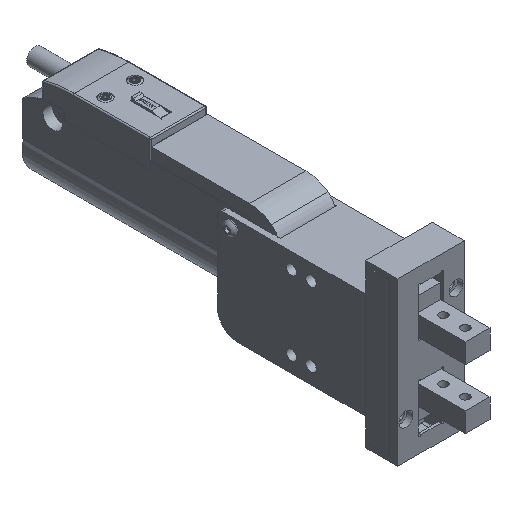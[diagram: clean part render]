
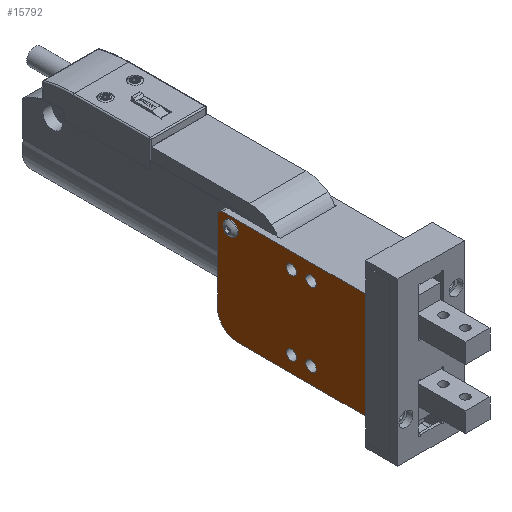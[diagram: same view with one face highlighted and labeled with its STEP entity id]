
A CAD part, isometric view. The second image highlights one B-rep face of the part: STEP entity #15792.
In plain terms, the highlighted face is planar.
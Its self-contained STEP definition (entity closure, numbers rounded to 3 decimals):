
#630 = ORIENTED_EDGE ( 'NONE', *, *, #4519, .F. ) ;
#1604 = CARTESIAN_POINT ( 'NONE',  ( 21.5, -2., 13.8 ) ) ;
#2989 = DIRECTION ( 'NONE',  ( 0., 0., 1. ) ) ;
#3095 = EDGE_CURVE ( 'NONE', #46368, #14942, #19829, .T. ) ;
#3396 = DIRECTION ( 'NONE',  ( 0., 0., 1. ) ) ;
#3969 = CARTESIAN_POINT ( 'NONE',  ( -13.5, -8., 13.8 ) ) ;
#4519 = EDGE_CURVE ( 'NONE', #8282, #8282, #43143, .T. ) ;
#5075 = EDGE_CURVE ( 'NONE', #29345, #46368, #40593, .T. ) ;
#5095 = CARTESIAN_POINT ( 'NONE',  ( 19.5, 0., 13.8 ) ) ;
#6031 = VERTEX_POINT ( 'NONE', #38927 ) ;
#6190 = EDGE_LOOP ( 'NONE', ( #36426 ) ) ;
#6756 = LINE ( 'NONE', #18612, #51841 ) ;
#7263 = VERTEX_POINT ( 'NONE', #1604 ) ;
#7305 = CARTESIAN_POINT ( 'NONE',  ( 19.5, -2., 13.8 ) ) ;
#7448 = FACE_BOUND ( 'NONE', #34980, .T. ) ;
#7541 = EDGE_CURVE ( 'NONE', #24801, #14942, #29507, .T. ) ;
#7708 = FACE_BOUND ( 'NONE', #6190, .T. ) ;
#8282 = VERTEX_POINT ( 'NONE', #16637 ) ;
#8331 = CARTESIAN_POINT ( 'NONE',  ( 15., -30., 13.8 ) ) ;
#9014 = DIRECTION ( 'NONE',  ( -1., 0., 0. ) ) ;
#10106 = CIRCLE ( 'NONE', #40239, 2.1 ) ;
#11106 = CIRCLE ( 'NONE', #31776, 2. ) ;
#11492 = FACE_BOUND ( 'NONE', #42261, .T. ) ;
#11997 = DIRECTION ( 'NONE',  ( 0., -1., 0. ) ) ;
#13141 = ORIENTED_EDGE ( 'NONE', *, *, #7541, .F. ) ;
#13183 = CARTESIAN_POINT ( 'NONE',  ( 21.5, -60., 13.8 ) ) ;
#14128 = CARTESIAN_POINT ( 'NONE',  ( -21.5, -60., 13.8 ) ) ;
#14264 = CARTESIAN_POINT ( 'NONE',  ( -15., -30., 13.8 ) ) ;
#14624 = AXIS2_PLACEMENT_3D ( 'NONE', #52708, #15799, #32264 ) ;
#14942 = VERTEX_POINT ( 'NONE', #14128 ) ;
#15532 = FACE_OUTER_BOUND ( 'NONE', #31895, .T. ) ;
#15792 = ADVANCED_FACE ( 'NONE', ( #15532, #7708, #19312, #31993, #11492, #7448 ), #36300, .T. ) ;
#15799 = DIRECTION ( 'NONE',  ( 0., 0., 1. ) ) ;
#16469 = EDGE_LOOP ( 'NONE', ( #630 ) ) ;
#16637 = CARTESIAN_POINT ( 'NONE',  ( 17., -30., 13.8 ) ) ;
#18612 = CARTESIAN_POINT ( 'NONE',  ( 21.5, 0., 13.8 ) ) ;
#18902 = EDGE_LOOP ( 'NONE', ( #22039 ) ) ;
#19247 = VERTEX_POINT ( 'NONE', #5095 ) ;
#19312 = FACE_BOUND ( 'NONE', #18902, .T. ) ;
#19350 = DIRECTION ( 'NONE',  ( 0., 0., 1. ) ) ;
#19829 = LINE ( 'NONE', #48911, #21523 ) ;
#20086 = ORIENTED_EDGE ( 'NONE', *, *, #5075, .T. ) ;
#20812 = AXIS2_PLACEMENT_3D ( 'NONE', #3969, #19350, #44424 ) ;
#21361 = EDGE_CURVE ( 'NONE', #24801, #7263, #40095, .T. ) ;
#21523 = VECTOR ( 'NONE', #11997, 1000. ) ;
#22039 = ORIENTED_EDGE ( 'NONE', *, *, #26309, .F. ) ;
#22885 = DIRECTION ( 'NONE',  ( 0., 0., 1. ) ) ;
#23140 = ORIENTED_EDGE ( 'NONE', *, *, #24602, .T. ) ;
#23354 = CARTESIAN_POINT ( 'NONE',  ( -15., -38., 13.8 ) ) ;
#23845 = CARTESIAN_POINT ( 'NONE',  ( 15., -38., 13.8 ) ) ;
#24012 = DIRECTION ( 'NONE',  ( 1., 0., 0. ) ) ;
#24159 = DIRECTION ( 'NONE',  ( 1., 0., 0. ) ) ;
#24602 = EDGE_CURVE ( 'NONE', #7263, #19247, #47073, .T. ) ;
#24785 = DIRECTION ( 'NONE',  ( 0., 0., 1. ) ) ;
#24801 = VERTEX_POINT ( 'NONE', #13183 ) ;
#26309 = EDGE_CURVE ( 'NONE', #44903, #44903, #11106, .T. ) ;
#26963 = ORIENTED_EDGE ( 'NONE', *, *, #3095, .T. ) ;
#29345 = VERTEX_POINT ( 'NONE', #44308 ) ;
#29507 = LINE ( 'NONE', #49176, #46801 ) ;
#30040 = CARTESIAN_POINT ( 'NONE',  ( 19.2, -5.5, 13.8 ) ) ;
#30595 = EDGE_CURVE ( 'NONE', #38136, #38136, #43426, .T. ) ;
#31213 = ORIENTED_EDGE ( 'NONE', *, *, #43817, .F. ) ;
#31298 = DIRECTION ( 'NONE',  ( -1., 0., 0. ) ) ;
#31386 = VERTEX_POINT ( 'NONE', #43520 ) ;
#31776 = AXIS2_PLACEMENT_3D ( 'NONE', #14264, #22885, #35305 ) ;
#31895 = EDGE_LOOP ( 'NONE', ( #13141, #51138, #23140, #35841, #20086, #26963 ) ) ;
#31993 = FACE_BOUND ( 'NONE', #16469, .T. ) ;
#32264 = DIRECTION ( 'NONE',  ( 1., 0., 0. ) ) ;
#32290 = VECTOR ( 'NONE', #49435, 1000. ) ;
#34980 = EDGE_LOOP ( 'NONE', ( #31213 ) ) ;
#35033 = CARTESIAN_POINT ( 'NONE',  ( -21.5, -8., 13.8 ) ) ;
#35305 = DIRECTION ( 'NONE',  ( 1., 0., 0. ) ) ;
#35705 = EDGE_CURVE ( 'NONE', #31386, #31386, #10106, .T. ) ;
#35841 = ORIENTED_EDGE ( 'NONE', *, *, #42384, .T. ) ;
#36272 = CARTESIAN_POINT ( 'NONE',  ( 17.5, -5.5, 13.8 ) ) ;
#36280 = CARTESIAN_POINT ( 'NONE',  ( -13., -30., 13.8 ) ) ;
#36300 = PLANE ( 'NONE',  #14624 ) ;
#36426 = ORIENTED_EDGE ( 'NONE', *, *, #30595, .F. ) ;
#37601 = CARTESIAN_POINT ( 'NONE',  ( 21.5, -60., 13.8 ) ) ;
#38136 = VERTEX_POINT ( 'NONE', #30040 ) ;
#38163 = AXIS2_PLACEMENT_3D ( 'NONE', #23845, #40020, #48100 ) ;
#38684 = ORIENTED_EDGE ( 'NONE', *, *, #35705, .F. ) ;
#38927 = CARTESIAN_POINT ( 'NONE',  ( 17.1, -38., 13.8 ) ) ;
#40020 = DIRECTION ( 'NONE',  ( 0., 0., 1. ) ) ;
#40042 = DIRECTION ( 'NONE',  ( 0., 0., 1. ) ) ;
#40095 = LINE ( 'NONE', #37601, #32290 ) ;
#40239 = AXIS2_PLACEMENT_3D ( 'NONE', #23354, #3396, #24159 ) ;
#40593 = CIRCLE ( 'NONE', #20812, 8. ) ;
#40851 = AXIS2_PLACEMENT_3D ( 'NONE', #36272, #40042, #44895 ) ;
#41240 = DIRECTION ( 'NONE',  ( 1., 0., 0. ) ) ;
#42261 = EDGE_LOOP ( 'NONE', ( #38684 ) ) ;
#42384 = EDGE_CURVE ( 'NONE', #19247, #29345, #6756, .T. ) ;
#43143 = CIRCLE ( 'NONE', #50875, 2. ) ;
#43426 = CIRCLE ( 'NONE', #40851, 1.7 ) ;
#43520 = CARTESIAN_POINT ( 'NONE',  ( -12.9, -38., 13.8 ) ) ;
#43817 = EDGE_CURVE ( 'NONE', #6031, #6031, #45909, .T. ) ;
#44308 = CARTESIAN_POINT ( 'NONE',  ( -13.5, 0., 13.8 ) ) ;
#44424 = DIRECTION ( 'NONE',  ( 1., 0., 0. ) ) ;
#44526 = AXIS2_PLACEMENT_3D ( 'NONE', #7305, #2989, #24012 ) ;
#44895 = DIRECTION ( 'NONE',  ( 1., 0., 0. ) ) ;
#44903 = VERTEX_POINT ( 'NONE', #36280 ) ;
#45909 = CIRCLE ( 'NONE', #38163, 2.1 ) ;
#46368 = VERTEX_POINT ( 'NONE', #35033 ) ;
#46801 = VECTOR ( 'NONE', #9014, 1000. ) ;
#47073 = CIRCLE ( 'NONE', #44526, 2. ) ;
#48100 = DIRECTION ( 'NONE',  ( 1., 0., 0. ) ) ;
#48911 = CARTESIAN_POINT ( 'NONE',  ( -21.5, 0., 13.8 ) ) ;
#49176 = CARTESIAN_POINT ( 'NONE',  ( 0., -60., 13.8 ) ) ;
#49435 = DIRECTION ( 'NONE',  ( 0., 1., 0. ) ) ;
#50875 = AXIS2_PLACEMENT_3D ( 'NONE', #8331, #24785, #41240 ) ;
#51138 = ORIENTED_EDGE ( 'NONE', *, *, #21361, .T. ) ;
#51841 = VECTOR ( 'NONE', #31298, 1000. ) ;
#52708 = CARTESIAN_POINT ( 'NONE',  ( 0., 0., 13.8 ) ) ;
